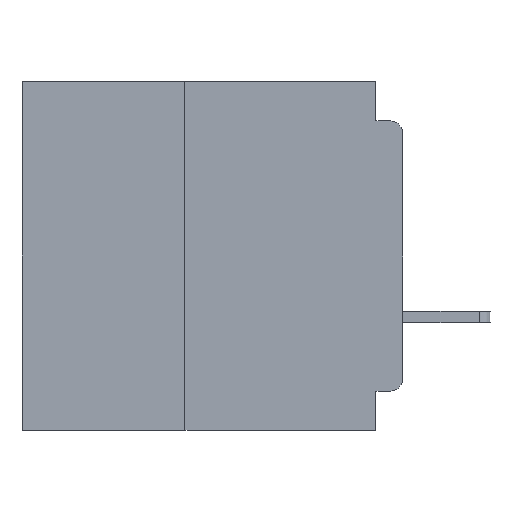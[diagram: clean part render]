
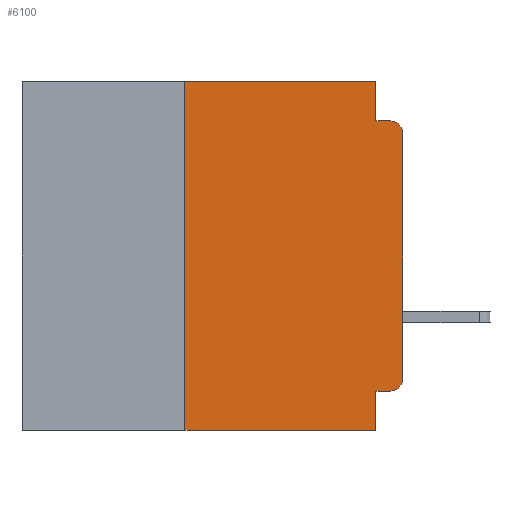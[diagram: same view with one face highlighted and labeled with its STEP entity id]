
A CAD part, left-side view. The second image highlights one B-rep face of the part: STEP entity #6100.
In plain terms, the highlighted planar face has unit normal (-1, 0, 0).
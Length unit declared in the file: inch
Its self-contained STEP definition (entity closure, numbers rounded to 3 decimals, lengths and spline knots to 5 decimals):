
#404 = EDGE_LOOP ( 'NONE', ( #43410, #28037, #14046, #60787, #36746, #54848, #64532, #60103, #12423, #30853 ) ) ;
#567 = CARTESIAN_POINT ( 'NONE',  ( 0., 0.015, -0.06 ) ) ;
#3170 = VECTOR ( 'NONE', #57553, 39.37008 ) ;
#5710 = DIRECTION ( 'NONE',  ( 0., 0., -1. ) ) ;
#5791 = LINE ( 'NONE', #43721, #56443 ) ;
#6100 = ADVANCED_FACE ( 'NONE', ( #11454 ), #50767, .F. ) ;
#6322 = EDGE_CURVE ( 'NONE', #20403, #54244, #28927, .T. ) ;
#6588 = CIRCLE ( 'NONE', #11178, 0.015 ) ;
#10514 = EDGE_CURVE ( 'NONE', #59173, #56215, #32305, .T. ) ;
#11178 = AXIS2_PLACEMENT_3D ( 'NONE', #567, #36076, #5710 ) ;
#11454 = FACE_OUTER_BOUND ( 'NONE', #404, .T. ) ;
#12423 = ORIENTED_EDGE ( 'NONE', *, *, #23250, .F. ) ;
#12955 = VERTEX_POINT ( 'NONE', #51460 ) ;
#14046 = ORIENTED_EDGE ( 'NONE', *, *, #10514, .F. ) ;
#14203 = VERTEX_POINT ( 'NONE', #32028 ) ;
#15224 = LINE ( 'NONE', #18788, #64262 ) ;
#15456 = DIRECTION ( 'NONE',  ( 1., 0., 0. ) ) ;
#18788 = CARTESIAN_POINT ( 'NONE',  ( 0., 0.031, -0.4 ) ) ;
#18833 = DIRECTION ( 'NONE',  ( 0., 0., -1. ) ) ;
#20403 = VERTEX_POINT ( 'NONE', #40620 ) ;
#21087 = VERTEX_POINT ( 'NONE', #62062 ) ;
#22172 = CARTESIAN_POINT ( 'NONE',  ( 0., 0., -0.355 ) ) ;
#22528 = CARTESIAN_POINT ( 'NONE',  ( 0., 0.031, -0.355 ) ) ;
#22787 = AXIS2_PLACEMENT_3D ( 'NONE', #45676, #15456, #50986 ) ;
#23250 = EDGE_CURVE ( 'NONE', #45552, #23946, #28528, .T. ) ;
#23390 = DIRECTION ( 'NONE',  ( 0., 0., 1. ) ) ;
#23856 = CARTESIAN_POINT ( 'NONE',  ( 0., 0.437, -0.4 ) ) ;
#23946 = VERTEX_POINT ( 'NONE', #22528 ) ;
#24490 = CARTESIAN_POINT ( 'NONE',  ( 0., 0., -0.045 ) ) ;
#25758 = EDGE_CURVE ( 'NONE', #45552, #14203, #35457, .T. ) ;
#27088 = LINE ( 'NONE', #54238, #39025 ) ;
#28037 = ORIENTED_EDGE ( 'NONE', *, *, #41537, .T. ) ;
#28060 = DIRECTION ( 'NONE',  ( -1., 0., 0. ) ) ;
#28493 = CARTESIAN_POINT ( 'NONE',  ( 0., 0., 0. ) ) ;
#28528 = LINE ( 'NONE', #22172, #3170 ) ;
#28927 = LINE ( 'NONE', #23856, #39251 ) ;
#29821 = CARTESIAN_POINT ( 'NONE',  ( 0., 0.015, -0.355 ) ) ;
#30853 = ORIENTED_EDGE ( 'NONE', *, *, #25758, .T. ) ;
#32028 = CARTESIAN_POINT ( 'NONE',  ( 0., 0., -0.34 ) ) ;
#32305 = LINE ( 'NONE', #24490, #59150 ) ;
#34111 = DIRECTION ( 'NONE',  ( 0., -1., 0. ) ) ;
#35457 = CIRCLE ( 'NONE', #44190, 0.015 ) ;
#36076 = DIRECTION ( 'NONE',  ( -1., 0., 0. ) ) ;
#36746 = ORIENTED_EDGE ( 'NONE', *, *, #61400, .F. ) ;
#36902 = EDGE_CURVE ( 'NONE', #20403, #12955, #5791, .T. ) ;
#38379 = CARTESIAN_POINT ( 'NONE',  ( 0., 0.031, -0.045 ) ) ;
#39006 = LINE ( 'NONE', #28493, #50905 ) ;
#39025 = VECTOR ( 'NONE', #18833, 39.37008 ) ;
#39195 = DIRECTION ( 'NONE',  ( 0., 0., -1. ) ) ;
#39251 = VECTOR ( 'NONE', #34111, 39.37008 ) ;
#40572 = CARTESIAN_POINT ( 'NONE',  ( 0., 0.437, 0. ) ) ;
#40620 = CARTESIAN_POINT ( 'NONE',  ( 0., 0.25, -0.4 ) ) ;
#41537 = EDGE_CURVE ( 'NONE', #61971, #56215, #6588, .T. ) ;
#43410 = ORIENTED_EDGE ( 'NONE', *, *, #45420, .T. ) ;
#43721 = CARTESIAN_POINT ( 'NONE',  ( 0., 0.25, -0.4 ) ) ;
#44190 = AXIS2_PLACEMENT_3D ( 'NONE', #58358, #28060, #63376 ) ;
#44975 = EDGE_CURVE ( 'NONE', #23946, #54244, #15224, .T. ) ;
#45420 = EDGE_CURVE ( 'NONE', #14203, #61971, #39006, .T. ) ;
#45552 = VERTEX_POINT ( 'NONE', #29821 ) ;
#45626 = VECTOR ( 'NONE', #55546, 39.37008 ) ;
#45676 = CARTESIAN_POINT ( 'NONE',  ( 0., 0.437, 0. ) ) ;
#48779 = DIRECTION ( 'NONE',  ( 0., 0., 1. ) ) ;
#50767 = PLANE ( 'NONE',  #22787 ) ;
#50905 = VECTOR ( 'NONE', #23390, 39.37008 ) ;
#50986 = DIRECTION ( 'NONE',  ( 0., 0., -1. ) ) ;
#51460 = CARTESIAN_POINT ( 'NONE',  ( 0., 0.25, 0. ) ) ;
#54238 = CARTESIAN_POINT ( 'NONE',  ( 0., 0.031, 0. ) ) ;
#54244 = VERTEX_POINT ( 'NONE', #63076 ) ;
#54848 = ORIENTED_EDGE ( 'NONE', *, *, #36902, .F. ) ;
#55546 = DIRECTION ( 'NONE',  ( 0., -1., 0. ) ) ;
#56215 = VERTEX_POINT ( 'NONE', #58695 ) ;
#56443 = VECTOR ( 'NONE', #48779, 39.37008 ) ;
#57553 = DIRECTION ( 'NONE',  ( 0., 1., 0. ) ) ;
#58358 = CARTESIAN_POINT ( 'NONE',  ( 0., 0.015, -0.34 ) ) ;
#58695 = CARTESIAN_POINT ( 'NONE',  ( 0., 0.015, -0.045 ) ) ;
#58987 = LINE ( 'NONE', #40572, #45626 ) ;
#59150 = VECTOR ( 'NONE', #59851, 39.37008 ) ;
#59173 = VERTEX_POINT ( 'NONE', #38379 ) ;
#59851 = DIRECTION ( 'NONE',  ( 0., -1., 0. ) ) ;
#60103 = ORIENTED_EDGE ( 'NONE', *, *, #44975, .F. ) ;
#60787 = ORIENTED_EDGE ( 'NONE', *, *, #63895, .F. ) ;
#61400 = EDGE_CURVE ( 'NONE', #12955, #21087, #58987, .T. ) ;
#61971 = VERTEX_POINT ( 'NONE', #65100 ) ;
#62062 = CARTESIAN_POINT ( 'NONE',  ( 0., 0.031, 0. ) ) ;
#63076 = CARTESIAN_POINT ( 'NONE',  ( 0., 0.031, -0.4 ) ) ;
#63376 = DIRECTION ( 'NONE',  ( 0., 0., -1. ) ) ;
#63895 = EDGE_CURVE ( 'NONE', #21087, #59173, #27088, .T. ) ;
#64262 = VECTOR ( 'NONE', #39195, 39.37008 ) ;
#64532 = ORIENTED_EDGE ( 'NONE', *, *, #6322, .T. ) ;
#65100 = CARTESIAN_POINT ( 'NONE',  ( 0., 0., -0.06 ) ) ;
